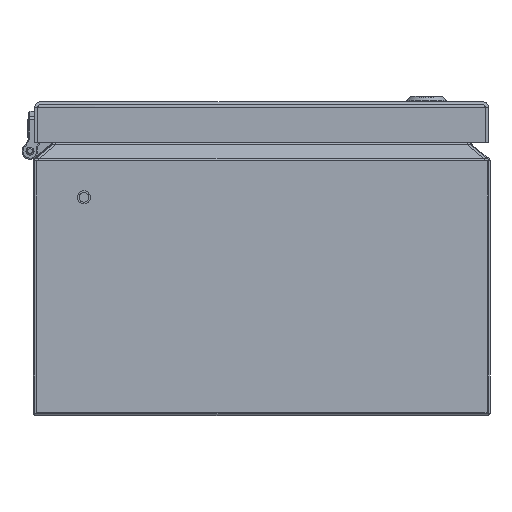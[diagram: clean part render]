
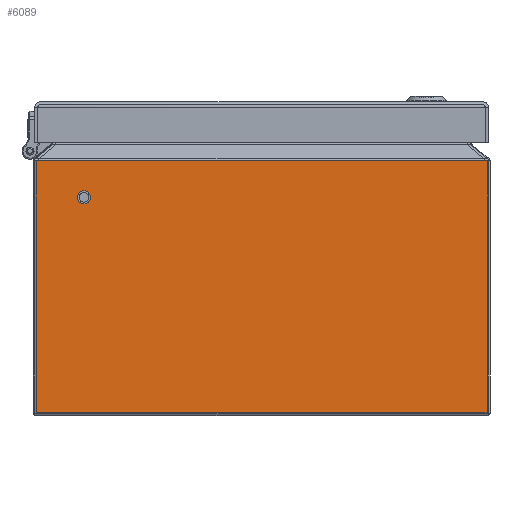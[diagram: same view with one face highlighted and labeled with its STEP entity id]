
A CAD part, front view. The second image highlights one B-rep face of the part: STEP entity #6089.
In plain terms, the highlighted planar face has unit normal (0, -1, 0).
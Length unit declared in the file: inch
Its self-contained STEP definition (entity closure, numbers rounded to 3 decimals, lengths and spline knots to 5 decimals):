
#6089 = ADVANCED_FACE ( 'NONE', ( #18750 ), #131513, .F. ) ;
#7070 = LINE ( 'NONE', #32988, #120934 ) ;
#8555 = LINE ( 'NONE', #154588, #85216 ) ;
#8880 = EDGE_CURVE ( 'NONE', #66225, #34022, #119974, .T. ) ;
#18750 = FACE_OUTER_BOUND ( 'NONE', #69077, .T. ) ;
#19296 = CARTESIAN_POINT ( 'NONE',  ( 4.47, -15., 5.04528 ) ) ;
#21158 = CARTESIAN_POINT ( 'NONE',  ( 4.47, -15., 5.04528 ) ) ;
#21793 = CARTESIAN_POINT ( 'NONE',  ( -4.47, -15., 5.04528 ) ) ;
#32271 = LINE ( 'NONE', #19296, #106496 ) ;
#32988 = CARTESIAN_POINT ( 'NONE',  ( 4.47, -15., 0.05 ) ) ;
#34022 = VERTEX_POINT ( 'NONE', #58334 ) ;
#44255 = DIRECTION ( 'NONE',  ( 1., 0., 0. ) ) ;
#46275 = CARTESIAN_POINT ( 'NONE',  ( -4.47, -15., 0.05 ) ) ;
#48355 = ORIENTED_EDGE ( 'NONE', *, *, #8880, .F. ) ;
#58334 = CARTESIAN_POINT ( 'NONE',  ( -4.47, -15., 5.02169 ) ) ;
#65778 = EDGE_CURVE ( 'NONE', #34022, #129269, #8555, .T. ) ;
#66225 = VERTEX_POINT ( 'NONE', #46275 ) ;
#69077 = EDGE_LOOP ( 'NONE', ( #134154, #120613, #90745, #48355 ) ) ;
#80023 = EDGE_CURVE ( 'NONE', #99232, #66225, #7070, .T. ) ;
#83891 = VECTOR ( 'NONE', #95619, 39.37008 ) ;
#85216 = VECTOR ( 'NONE', #44255, 39.37008 ) ;
#90745 = ORIENTED_EDGE ( 'NONE', *, *, #65778, .F. ) ;
#95619 = DIRECTION ( 'NONE',  ( 0., 0., 1. ) ) ;
#99112 = AXIS2_PLACEMENT_3D ( 'NONE', #21158, #119341, #130711 ) ;
#99232 = VERTEX_POINT ( 'NONE', #103842 ) ;
#103842 = CARTESIAN_POINT ( 'NONE',  ( 4.47, -15., 0.05 ) ) ;
#106496 = VECTOR ( 'NONE', #132034, 39.37008 ) ;
#113522 = CARTESIAN_POINT ( 'NONE',  ( 4.47, -15., 5.02169 ) ) ;
#119341 = DIRECTION ( 'NONE',  ( 0., 1., 0. ) ) ;
#119974 = LINE ( 'NONE', #21793, #83891 ) ;
#120613 = ORIENTED_EDGE ( 'NONE', *, *, #130556, .F. ) ;
#120934 = VECTOR ( 'NONE', #129535, 39.37008 ) ;
#129269 = VERTEX_POINT ( 'NONE', #113522 ) ;
#129535 = DIRECTION ( 'NONE',  ( -1., 0., 0. ) ) ;
#130556 = EDGE_CURVE ( 'NONE', #129269, #99232, #32271, .T. ) ;
#130711 = DIRECTION ( 'NONE',  ( 0., 0., 1. ) ) ;
#131513 = PLANE ( 'NONE',  #99112 ) ;
#132034 = DIRECTION ( 'NONE',  ( 0., 0., -1. ) ) ;
#134154 = ORIENTED_EDGE ( 'NONE', *, *, #80023, .F. ) ;
#154588 = CARTESIAN_POINT ( 'NONE',  ( 4.47, -15., 5.02169 ) ) ;
